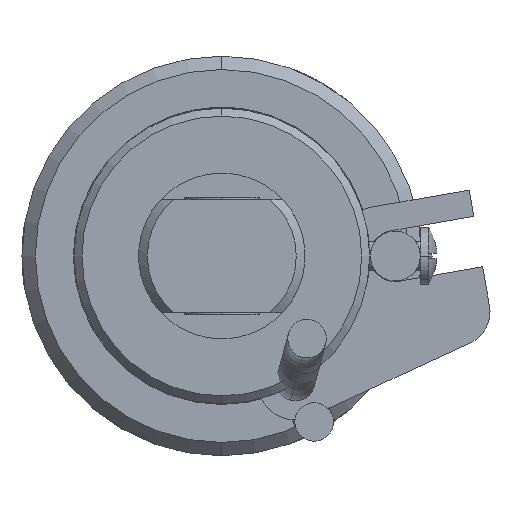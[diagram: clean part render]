
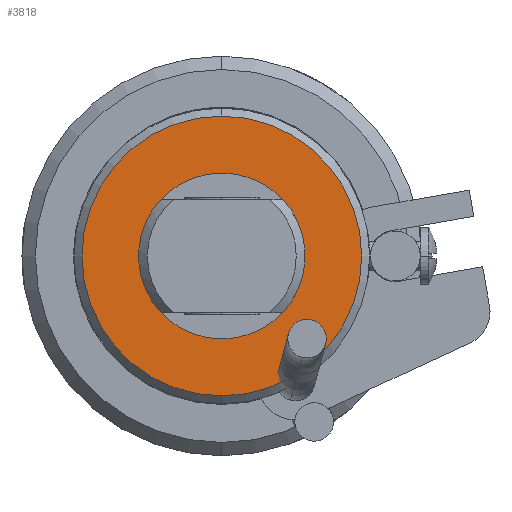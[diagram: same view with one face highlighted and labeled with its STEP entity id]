
A CAD part, left-side view. The second image highlights one B-rep face of the part: STEP entity #3818.
In plain terms, the highlighted planar face has unit normal (-1, 0, 0).
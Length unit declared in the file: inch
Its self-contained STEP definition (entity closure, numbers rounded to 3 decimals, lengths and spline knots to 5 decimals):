
#295 = VERTEX_POINT ( 'NONE', #583 ) ;
#479 = VERTEX_POINT ( 'NONE', #1173 ) ;
#512 = VERTEX_POINT ( 'NONE', #1219 ) ;
#583 = CARTESIAN_POINT ( 'NONE',  ( -9.3185, 0., -0.525 ) ) ;
#784 = VERTEX_POINT ( 'NONE', #1350 ) ;
#1173 = CARTESIAN_POINT ( 'NONE',  ( -9.3185, 0., 0.525 ) ) ;
#1219 = CARTESIAN_POINT ( 'NONE',  ( -9.3185, 0., -0.31125 ) ) ;
#1350 = CARTESIAN_POINT ( 'NONE',  ( -9.3185, 0., 0.31125 ) ) ;
#3818 = ADVANCED_FACE ( 'NONE', ( #12816, #12859 ), #7132, .F. ) ;
#4113 = DIRECTION ( 'NONE',  ( 1., 0., 0. ) ) ;
#4196 = DIRECTION ( 'NONE',  ( 0., 0., 1. ) ) ;
#4323 = CARTESIAN_POINT ( 'NONE',  ( -9.3185, 0., 0. ) ) ;
#6148 = DIRECTION ( 'NONE',  ( 1., 0., 0. ) ) ;
#6149 = DIRECTION ( 'NONE',  ( 0., 0., 1. ) ) ;
#6675 = CARTESIAN_POINT ( 'NONE',  ( -9.3185, -0.525, 0. ) ) ;
#7132 = PLANE ( 'NONE',  #8513 ) ;
#7828 = AXIS2_PLACEMENT_3D ( 'NONE', #16945, #16479, #16699 ) ;
#8032 = AXIS2_PLACEMENT_3D ( 'NONE', #4323, #4113, #4196 ) ;
#8513 = AXIS2_PLACEMENT_3D ( 'NONE', #6675, #6148, #6149 ) ;
#8839 = EDGE_CURVE ( 'NONE', #479, #295, #14680, .T. ) ;
#8879 = EDGE_CURVE ( 'NONE', #295, #479, #14675, .T. ) ;
#9749 = EDGE_CURVE ( 'NONE', #784, #512, #12129, .T. ) ;
#9772 = EDGE_CURVE ( 'NONE', #512, #784, #12007, .T. ) ;
#10022 = EDGE_LOOP ( 'NONE', ( #10507, #10157 ) ) ;
#10087 = EDGE_LOOP ( 'NONE', ( #10804, #10310 ) ) ;
#10157 = ORIENTED_EDGE ( 'NONE', *, *, #8879, .F. ) ;
#10310 = ORIENTED_EDGE ( 'NONE', *, *, #9772, .F. ) ;
#10507 = ORIENTED_EDGE ( 'NONE', *, *, #8839, .F. ) ;
#10804 = ORIENTED_EDGE ( 'NONE', *, *, #9749, .F. ) ;
#12007 = CIRCLE ( 'NONE', #13465, 0.31125 ) ;
#12129 = CIRCLE ( 'NONE', #13474, 0.31125 ) ;
#12816 = FACE_OUTER_BOUND ( 'NONE', #10022, .T. ) ;
#12859 = FACE_BOUND ( 'NONE', #10087, .T. ) ;
#13465 = AXIS2_PLACEMENT_3D ( 'NONE', #19194, #19188, #19187 ) ;
#13474 = AXIS2_PLACEMENT_3D ( 'NONE', #19043, #19053, #19066 ) ;
#14675 = CIRCLE ( 'NONE', #8032, 0.525 ) ;
#14680 = CIRCLE ( 'NONE', #7828, 0.525 ) ;
#16479 = DIRECTION ( 'NONE',  ( 1., 0., 0. ) ) ;
#16699 = DIRECTION ( 'NONE',  ( 0., 0., 1. ) ) ;
#16945 = CARTESIAN_POINT ( 'NONE',  ( -9.3185, 0., 0. ) ) ;
#19043 = CARTESIAN_POINT ( 'NONE',  ( -9.3185, 0., 0. ) ) ;
#19053 = DIRECTION ( 'NONE',  ( -1., 0., 0. ) ) ;
#19066 = DIRECTION ( 'NONE',  ( 0., 0., 1. ) ) ;
#19187 = DIRECTION ( 'NONE',  ( 0., 0., 1. ) ) ;
#19188 = DIRECTION ( 'NONE',  ( -1., 0., 0. ) ) ;
#19194 = CARTESIAN_POINT ( 'NONE',  ( -9.3185, 0., 0. ) ) ;
